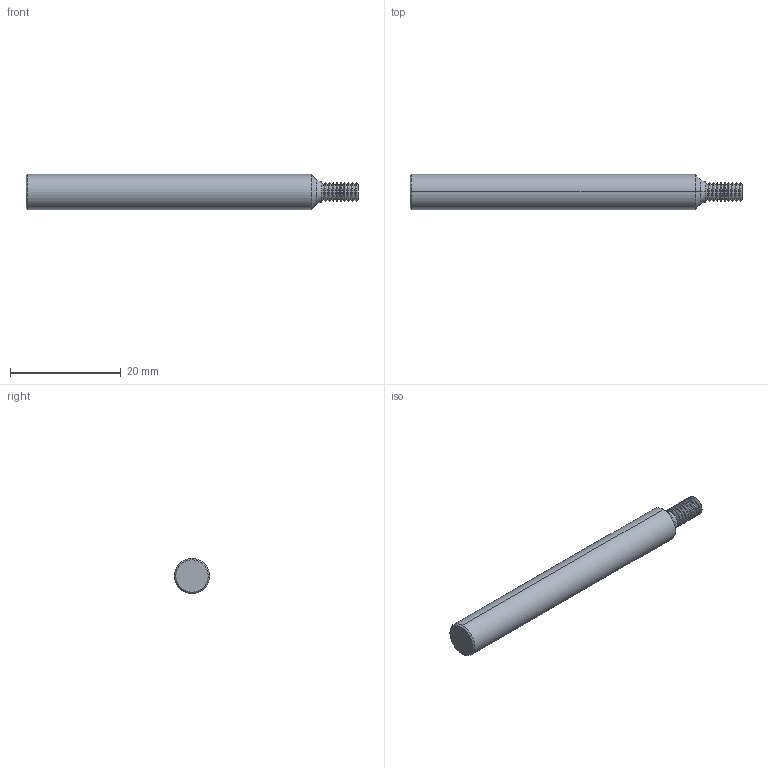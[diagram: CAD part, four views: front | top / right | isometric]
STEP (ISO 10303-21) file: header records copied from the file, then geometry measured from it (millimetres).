
FILE_DESCRIPTION (( 'STEP AP203' ), '1' );
FILE_NAME ('TM5-.7MM-S.STEP', '2021-10-05T20:06:29', ( '' ), ( '' ), 'SwSTEP 2.0', 'SolidWorks 2020', '' );
FILE_SCHEMA (( 'CONFIG_CONTROL_DESIGN' ));
Length unit declared in the file: inch
Products named in the file (1): TM5-.7MM-S
Bounding box: 59.98 x 6.34 x 6.34 mm (x, y, z)
Volume: 1710.9 mm3; surface area: 1205.2 mm2
Topology: 1 solids, 1 shells, 86 faces, 170 edges, 86 vertices
Faces by surface type: cone 42, cylinder 40, torus 2, plane 2
Entity records: 2225 total; most frequent: DIRECTION 432, CARTESIAN_POINT 343, ORIENTED_EDGE 340, AXIS2_PLACEMENT_3D 175, EDGE_CURVE 170, CIRCLE 88, EDGE_LOOP 86, FACE_OUTER_BOUND 86
